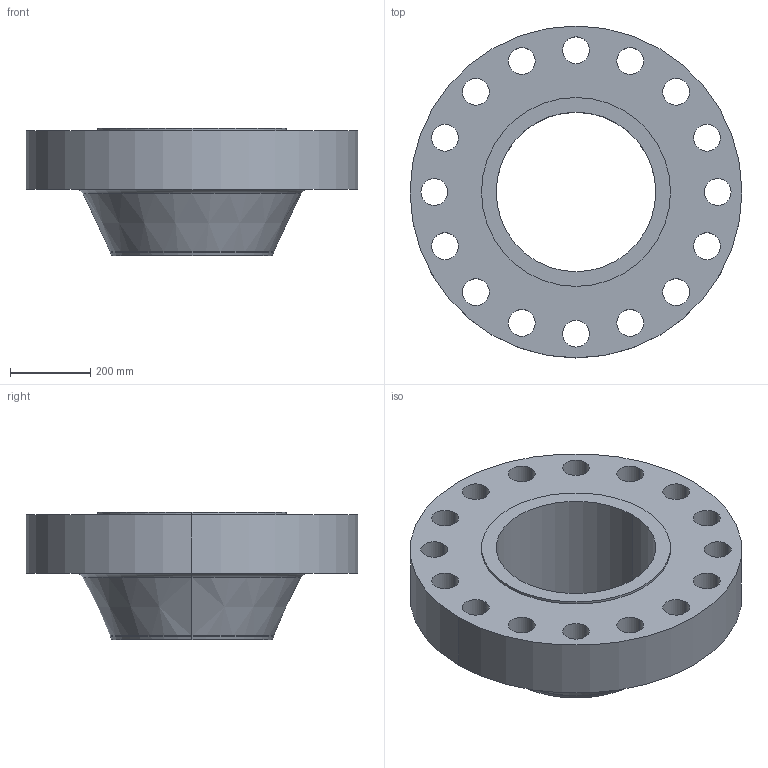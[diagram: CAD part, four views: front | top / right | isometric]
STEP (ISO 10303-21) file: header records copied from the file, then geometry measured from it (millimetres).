
FILE_DESCRIPTION (( 'STEP AP203' ), '1' );
FILE_NAME ('16_1500_B165_RF_WNF_OB_10S.STEP', '2024-01-17T21:15:05', ( '' ), ( '' ), 'SwSTEP 2.0', 'SolidWorks 2023', '' );
FILE_SCHEMA (( 'CONFIG_CONTROL_DESIGN' ));
Length unit declared in the file: inch
Products named in the file (1): 16_1500_B165_RF_WNF_OB_10S
Bounding box: 825.5 x 825.5 x 317.5 mm (x, y, z)
Volume: 61396584.5 mm3; surface area: 2137878.1 mm2
Topology: 1 solids, 1 shells, 50 faces, 132 edges, 86 vertices
Faces by surface type: cylinder 40, cone 4, plane 4, torus 2
Entity records: 1743 total; most frequent: DIRECTION 322, CARTESIAN_POINT 269, ORIENTED_EDGE 264, AXIS2_PLACEMENT_3D 139, EDGE_CURVE 132, CIRCLE 88, VERTEX_POINT 86, EDGE_LOOP 86
